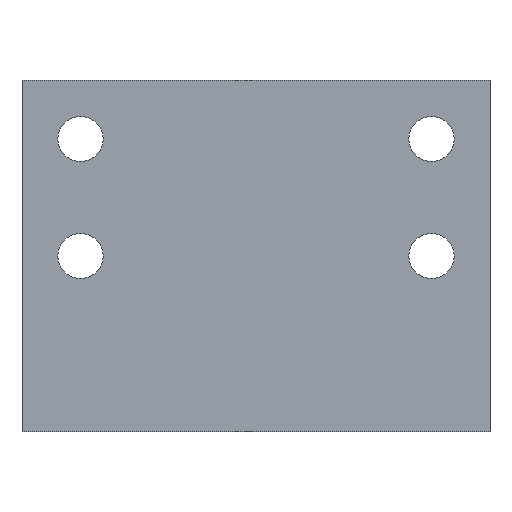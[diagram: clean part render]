
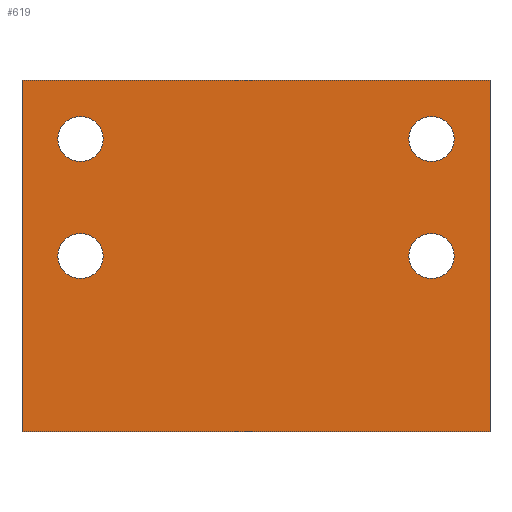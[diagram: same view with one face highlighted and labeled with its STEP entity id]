
A CAD part, front view. The second image highlights one B-rep face of the part: STEP entity #619.
In plain terms, the highlighted planar face has unit normal (0, -1, 0).
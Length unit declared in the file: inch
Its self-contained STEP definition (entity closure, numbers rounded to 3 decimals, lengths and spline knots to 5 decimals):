
#7 = DIRECTION ( 'NONE',  ( 0., 1., 0. ) ) ;
#8 = CARTESIAN_POINT ( 'NONE',  ( 0.75, 0., 0.5 ) ) ;
#41 = DIRECTION ( 'NONE',  ( 0., 1., 0. ) ) ;
#66 = DIRECTION ( 'NONE',  ( 0., 1., 0. ) ) ;
#70 = CARTESIAN_POINT ( 'NONE',  ( 0.75, 0., 0. ) ) ;
#71 = DIRECTION ( 'NONE',  ( 0., 0., 1. ) ) ;
#103 = CARTESIAN_POINT ( 'NONE',  ( -1., 0., -0.75 ) ) ;
#134 = DIRECTION ( 'NONE',  ( 0., 0., 1. ) ) ;
#139 = DIRECTION ( 'NONE',  ( 0., 0., 1. ) ) ;
#153 = DIRECTION ( 'NONE',  ( 0., 0., 1. ) ) ;
#155 = CARTESIAN_POINT ( 'NONE',  ( -0.75, 0., 0. ) ) ;
#191 = DIRECTION ( 'NONE',  ( 1., 0., 0. ) ) ;
#196 = CARTESIAN_POINT ( 'NONE',  ( -0.75, 0., 0.5 ) ) ;
#202 = DIRECTION ( 'NONE',  ( 0., 0., 1. ) ) ;
#207 = DIRECTION ( 'NONE',  ( 0., 0., 1. ) ) ;
#220 = CARTESIAN_POINT ( 'NONE',  ( 1., 0., -0.75 ) ) ;
#225 = CARTESIAN_POINT ( 'NONE',  ( 1., 0., -0.75 ) ) ;
#249 = DIRECTION ( 'NONE',  ( 0., 1., 0. ) ) ;
#263 = CARTESIAN_POINT ( 'NONE',  ( 1., 0., 0.75 ) ) ;
#265 = DIRECTION ( 'NONE',  ( 1., 0., 0. ) ) ;
#284 = EDGE_CURVE ( 'NONE', #986, #969, #1217, .T. ) ;
#298 = AXIS2_PLACEMENT_3D ( 'NONE', #155, #66, #139 ) ;
#318 = EDGE_CURVE ( 'NONE', #984, #1032, #1081, .T. ) ;
#319 = EDGE_CURVE ( 'NONE', #1032, #958, #1525, .T. ) ;
#341 = EDGE_CURVE ( 'NONE', #994, #936, #1267, .T. ) ;
#343 = EDGE_CURVE ( 'NONE', #922, #1019, #1558, .T. ) ;
#345 = AXIS2_PLACEMENT_3D ( 'NONE', #8, #7, #153 ) ;
#347 = AXIS2_PLACEMENT_3D ( 'NONE', #816, #754, #842 ) ;
#349 = AXIS2_PLACEMENT_3D ( 'NONE', #812, #860, #750 ) ;
#350 = AXIS2_PLACEMENT_3D ( 'NONE', #719, #797, #737 ) ;
#370 = EDGE_CURVE ( 'NONE', #1021, #958, #1619, .T. ) ;
#409 = EDGE_CURVE ( 'NONE', #1005, #899, #1374, .T. ) ;
#416 = EDGE_CURVE ( 'NONE', #936, #994, #1346, .T. ) ;
#423 = AXIS2_PLACEMENT_3D ( 'NONE', #539, #537, #542 ) ;
#427 = AXIS2_PLACEMENT_3D ( 'NONE', #196, #249, #207 ) ;
#433 = AXIS2_PLACEMENT_3D ( 'NONE', #70, #41, #134 ) ;
#459 = EDGE_CURVE ( 'NONE', #1019, #922, #1623, .T. ) ;
#466 = EDGE_CURVE ( 'NONE', #984, #1021, #1231, .T. ) ;
#472 = AXIS2_PLACEMENT_3D ( 'NONE', #516, #535, #515 ) ;
#486 = EDGE_CURVE ( 'NONE', #969, #986, #1534, .T. ) ;
#492 = EDGE_CURVE ( 'NONE', #899, #1005, #1126, .T. ) ;
#515 = DIRECTION ( 'NONE',  ( 0., 0., 1. ) ) ;
#516 = CARTESIAN_POINT ( 'NONE',  ( -0.75, 0., 0. ) ) ;
#535 = DIRECTION ( 'NONE',  ( 0., 1., 0. ) ) ;
#537 = DIRECTION ( 'NONE',  ( 0., 1., 0. ) ) ;
#539 = CARTESIAN_POINT ( 'NONE',  ( 0.75, 0., 0. ) ) ;
#542 = DIRECTION ( 'NONE',  ( 0., 0., 1. ) ) ;
#619 = ADVANCED_FACE ( 'NONE', ( #1604, #1548, #1105, #1229, #1631 ), #722, .T. ) ;
#639 = CARTESIAN_POINT ( 'NONE',  ( 1., 0., -0.75 ) ) ;
#642 = CARTESIAN_POINT ( 'NONE',  ( 1., 0., 0.75 ) ) ;
#645 = CARTESIAN_POINT ( 'NONE',  ( 0.75, 0., 0.40325 ) ) ;
#653 = CARTESIAN_POINT ( 'NONE',  ( -0.75, 0., 0.40325 ) ) ;
#665 = CARTESIAN_POINT ( 'NONE',  ( 0.75, 0., -0.09675 ) ) ;
#666 = CARTESIAN_POINT ( 'NONE',  ( -0.75, 0., 0.59675 ) ) ;
#679 = CARTESIAN_POINT ( 'NONE',  ( 0.75, 0., 0.59675 ) ) ;
#719 = CARTESIAN_POINT ( 'NONE',  ( 1., 0., -0.75 ) ) ;
#722 = PLANE ( 'NONE',  #350 ) ;
#725 = CARTESIAN_POINT ( 'NONE',  ( 0.75, 0., 0.09675 ) ) ;
#737 = DIRECTION ( 'NONE',  ( 0., 0., -1. ) ) ;
#742 = CARTESIAN_POINT ( 'NONE',  ( -1., 0., -0.75 ) ) ;
#750 = DIRECTION ( 'NONE',  ( 0., 0., 1. ) ) ;
#754 = DIRECTION ( 'NONE',  ( 0., 1., 0. ) ) ;
#797 = DIRECTION ( 'NONE',  ( 0., -1., 0. ) ) ;
#810 = CARTESIAN_POINT ( 'NONE',  ( -0.75, 0., 0.09675 ) ) ;
#812 = CARTESIAN_POINT ( 'NONE',  ( 0.75, 0., 0.5 ) ) ;
#816 = CARTESIAN_POINT ( 'NONE',  ( -0.75, 0., 0.5 ) ) ;
#830 = CARTESIAN_POINT ( 'NONE',  ( -1., 0., 0.75 ) ) ;
#842 = DIRECTION ( 'NONE',  ( 0., 0., 1. ) ) ;
#854 = CARTESIAN_POINT ( 'NONE',  ( -0.75, 0., -0.09675 ) ) ;
#860 = DIRECTION ( 'NONE',  ( 0., 1., 0. ) ) ;
#899 = VERTEX_POINT ( 'NONE', #645 ) ;
#922 = VERTEX_POINT ( 'NONE', #665 ) ;
#936 = VERTEX_POINT ( 'NONE', #810 ) ;
#958 = VERTEX_POINT ( 'NONE', #642 ) ;
#969 = VERTEX_POINT ( 'NONE', #666 ) ;
#984 = VERTEX_POINT ( 'NONE', #742 ) ;
#986 = VERTEX_POINT ( 'NONE', #653 ) ;
#994 = VERTEX_POINT ( 'NONE', #854 ) ;
#1005 = VERTEX_POINT ( 'NONE', #679 ) ;
#1019 = VERTEX_POINT ( 'NONE', #725 ) ;
#1021 = VERTEX_POINT ( 'NONE', #830 ) ;
#1032 = VERTEX_POINT ( 'NONE', #639 ) ;
#1081 = LINE ( 'NONE', #220, #1307 ) ;
#1082 = ORIENTED_EDGE ( 'NONE', *, *, #416, .T. ) ;
#1086 = ORIENTED_EDGE ( 'NONE', *, *, #341, .T. ) ;
#1093 = ORIENTED_EDGE ( 'NONE', *, *, #459, .T. ) ;
#1105 = FACE_BOUND ( 'NONE', #1654, .T. ) ;
#1118 = EDGE_LOOP ( 'NONE', ( #1657, #1310 ) ) ;
#1126 = CIRCLE ( 'NONE', #349, 0.09675 ) ;
#1172 = ORIENTED_EDGE ( 'NONE', *, *, #319, .T. ) ;
#1181 = ORIENTED_EDGE ( 'NONE', *, *, #492, .T. ) ;
#1205 = ORIENTED_EDGE ( 'NONE', *, *, #409, .T. ) ;
#1217 = CIRCLE ( 'NONE', #427, 0.09675 ) ;
#1218 = VECTOR ( 'NONE', #71, 39.37008 ) ;
#1229 = FACE_OUTER_BOUND ( 'NONE', #1616, .T. ) ;
#1231 = LINE ( 'NONE', #103, #1218 ) ;
#1237 = ORIENTED_EDGE ( 'NONE', *, *, #343, .T. ) ;
#1267 = CIRCLE ( 'NONE', #472, 0.09675 ) ;
#1307 = VECTOR ( 'NONE', #191, 39.37008 ) ;
#1310 = ORIENTED_EDGE ( 'NONE', *, *, #284, .T. ) ;
#1339 = VECTOR ( 'NONE', #265, 39.37008 ) ;
#1346 = CIRCLE ( 'NONE', #298, 0.09675 ) ;
#1374 = CIRCLE ( 'NONE', #345, 0.09675 ) ;
#1403 = EDGE_LOOP ( 'NONE', ( #1082, #1086 ) ) ;
#1415 = EDGE_LOOP ( 'NONE', ( #1205, #1181 ) ) ;
#1476 = ORIENTED_EDGE ( 'NONE', *, *, #370, .F. ) ;
#1525 = LINE ( 'NONE', #225, #1688 ) ;
#1534 = CIRCLE ( 'NONE', #347, 0.09675 ) ;
#1548 = FACE_BOUND ( 'NONE', #1403, .T. ) ;
#1558 = CIRCLE ( 'NONE', #423, 0.09675 ) ;
#1590 = ORIENTED_EDGE ( 'NONE', *, *, #318, .T. ) ;
#1604 = FACE_BOUND ( 'NONE', #1118, .T. ) ;
#1616 = EDGE_LOOP ( 'NONE', ( #1476, #1620, #1590, #1172 ) ) ;
#1619 = LINE ( 'NONE', #263, #1339 ) ;
#1620 = ORIENTED_EDGE ( 'NONE', *, *, #466, .F. ) ;
#1623 = CIRCLE ( 'NONE', #433, 0.09675 ) ;
#1631 = FACE_BOUND ( 'NONE', #1415, .T. ) ;
#1654 = EDGE_LOOP ( 'NONE', ( #1093, #1237 ) ) ;
#1657 = ORIENTED_EDGE ( 'NONE', *, *, #486, .T. ) ;
#1688 = VECTOR ( 'NONE', #202, 39.37008 ) ;
